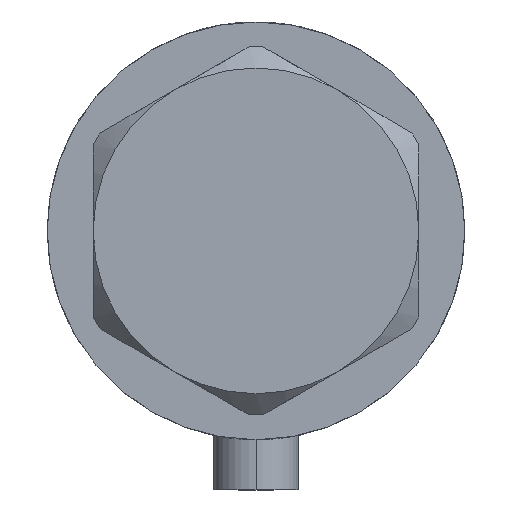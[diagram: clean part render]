
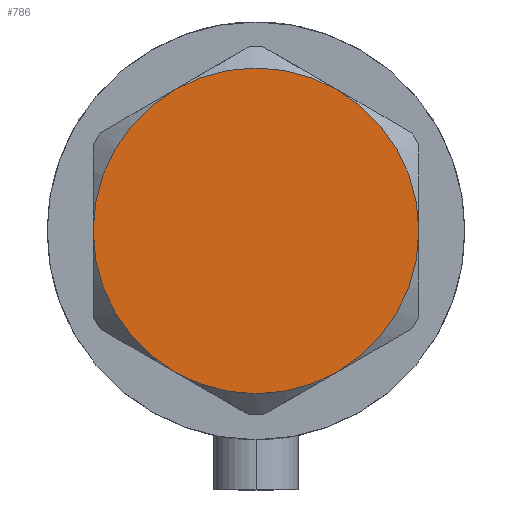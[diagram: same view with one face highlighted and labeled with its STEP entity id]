
A CAD part, left-side view. The second image highlights one B-rep face of the part: STEP entity #786.
In plain terms, the highlighted face is planar.
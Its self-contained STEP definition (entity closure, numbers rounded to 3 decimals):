
#42 = CARTESIAN_POINT ( 'NONE',  ( 0., 0., 13. ) ) ;
#58 = VERTEX_POINT ( 'NONE', #4587 ) ;
#205 = AXIS2_PLACEMENT_3D ( 'NONE', #491, #4505, #829 ) ;
#238 = DIRECTION ( 'NONE',  ( 1., 0., 0. ) ) ;
#240 = CARTESIAN_POINT ( 'NONE',  ( 0., 0., 13. ) ) ;
#259 = DIRECTION ( 'NONE',  ( 0., 0., 1. ) ) ;
#491 = CARTESIAN_POINT ( 'NONE',  ( 0., 0., 13. ) ) ;
#527 = AXIS2_PLACEMENT_3D ( 'NONE', #240, #916, #4258 ) ;
#596 = AXIS2_PLACEMENT_3D ( 'NONE', #1974, #2709, #3727 ) ;
#680 = AXIS2_PLACEMENT_3D ( 'NONE', #42, #2267, #3750 ) ;
#705 = EDGE_CURVE ( 'NONE', #58, #2733, #901, .T. ) ;
#786 = ADVANCED_FACE ( 'NONE', ( #2973 ), #1880, .T. ) ;
#829 = DIRECTION ( 'NONE',  ( 1., 0., 0. ) ) ;
#880 = CARTESIAN_POINT ( 'NONE',  ( 11.5, -19.919, 13. ) ) ;
#901 = CIRCLE ( 'NONE', #3069, 23. ) ;
#916 = DIRECTION ( 'NONE',  ( 0., 0., 1. ) ) ;
#975 = ORIENTED_EDGE ( 'NONE', *, *, #2322, .T. ) ;
#1025 = ORIENTED_EDGE ( 'NONE', *, *, #1490, .T. ) ;
#1040 = VERTEX_POINT ( 'NONE', #3848 ) ;
#1093 = ORIENTED_EDGE ( 'NONE', *, *, #2264, .T. ) ;
#1161 = DIRECTION ( 'NONE',  ( 1., 0., 0. ) ) ;
#1201 = CARTESIAN_POINT ( 'NONE',  ( 0., 0., 13. ) ) ;
#1209 = DIRECTION ( 'NONE',  ( 0., 0., 1. ) ) ;
#1372 = AXIS2_PLACEMENT_3D ( 'NONE', #1201, #259, #238 ) ;
#1442 = CIRCLE ( 'NONE', #1372, 23. ) ;
#1490 = EDGE_CURVE ( 'NONE', #2733, #3075, #2675, .T. ) ;
#1761 = CIRCLE ( 'NONE', #527, 23. ) ;
#1880 = PLANE ( 'NONE',  #680 ) ;
#1974 = CARTESIAN_POINT ( 'NONE',  ( 0., 0., 13. ) ) ;
#2134 = DIRECTION ( 'NONE',  ( 1., 0., 0. ) ) ;
#2169 = ORIENTED_EDGE ( 'NONE', *, *, #3254, .T. ) ;
#2264 = EDGE_CURVE ( 'NONE', #3075, #4455, #2682, .T. ) ;
#2267 = DIRECTION ( 'NONE',  ( 0., 0., 1. ) ) ;
#2322 = EDGE_CURVE ( 'NONE', #3708, #1040, #1442, .T. ) ;
#2457 = CARTESIAN_POINT ( 'NONE',  ( 0., 0., 13. ) ) ;
#2588 = CARTESIAN_POINT ( 'NONE',  ( 0., 0., 13. ) ) ;
#2675 = CIRCLE ( 'NONE', #205, 23. ) ;
#2682 = CIRCLE ( 'NONE', #596, 23. ) ;
#2709 = DIRECTION ( 'NONE',  ( 0., 0., 1. ) ) ;
#2733 = VERTEX_POINT ( 'NONE', #4604 ) ;
#2894 = EDGE_CURVE ( 'NONE', #4455, #3708, #3771, .T. ) ;
#2973 = FACE_OUTER_BOUND ( 'NONE', #3687, .T. ) ;
#3069 = AXIS2_PLACEMENT_3D ( 'NONE', #2588, #1209, #1161 ) ;
#3075 = VERTEX_POINT ( 'NONE', #3705 ) ;
#3254 = EDGE_CURVE ( 'NONE', #1040, #58, #1761, .T. ) ;
#3313 = AXIS2_PLACEMENT_3D ( 'NONE', #2457, #4674, #2134 ) ;
#3365 = ORIENTED_EDGE ( 'NONE', *, *, #705, .T. ) ;
#3399 = CARTESIAN_POINT ( 'NONE',  ( -11.5, -19.919, 13. ) ) ;
#3432 = ORIENTED_EDGE ( 'NONE', *, *, #2894, .T. ) ;
#3687 = EDGE_LOOP ( 'NONE', ( #975, #2169, #3365, #1025, #1093, #3432 ) ) ;
#3705 = CARTESIAN_POINT ( 'NONE',  ( -23., 0., 13. ) ) ;
#3708 = VERTEX_POINT ( 'NONE', #880 ) ;
#3727 = DIRECTION ( 'NONE',  ( 1., 0., 0. ) ) ;
#3750 = DIRECTION ( 'NONE',  ( 1., 0., 0. ) ) ;
#3771 = CIRCLE ( 'NONE', #3313, 23. ) ;
#3848 = CARTESIAN_POINT ( 'NONE',  ( 23., 0., 13. ) ) ;
#4258 = DIRECTION ( 'NONE',  ( 1., 0., 0. ) ) ;
#4455 = VERTEX_POINT ( 'NONE', #3399 ) ;
#4505 = DIRECTION ( 'NONE',  ( 0., 0., 1. ) ) ;
#4587 = CARTESIAN_POINT ( 'NONE',  ( 11.5, 19.919, 13. ) ) ;
#4604 = CARTESIAN_POINT ( 'NONE',  ( -11.5, 19.919, 13. ) ) ;
#4674 = DIRECTION ( 'NONE',  ( 0., 0., 1. ) ) ;
